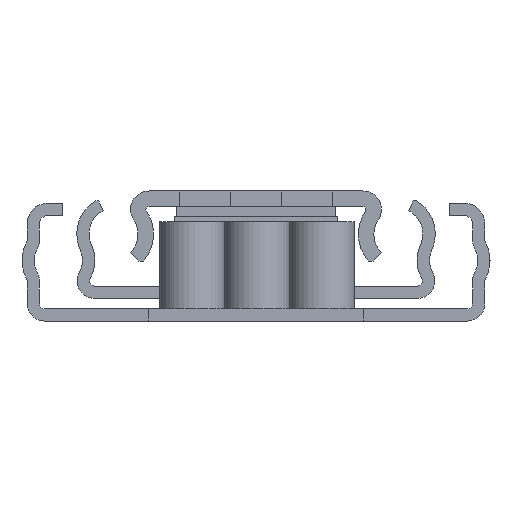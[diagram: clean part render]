
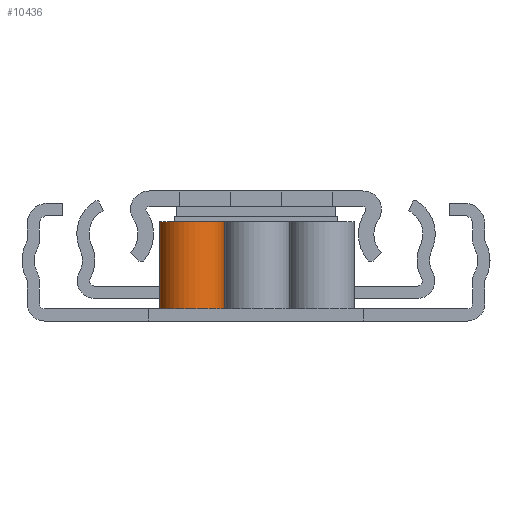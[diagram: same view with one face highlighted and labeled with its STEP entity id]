
A CAD part, left-side view. The second image highlights one B-rep face of the part: STEP entity #10436.
In plain terms, the highlighted cylindrical face has radius 3.198 mm (diameter 6.396 mm), a partial arc.
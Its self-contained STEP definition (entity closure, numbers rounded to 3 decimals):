
#352 = VECTOR ( 'NONE', #1894, 1000. ) ;
#677 = EDGE_CURVE ( 'NONE', #10177, #4617, #9452, .T. ) ;
#865 = ORIENTED_EDGE ( 'NONE', *, *, #1361, .F. ) ;
#1361 = EDGE_CURVE ( 'NONE', #7226, #4617, #1931, .T. ) ;
#1581 = AXIS2_PLACEMENT_3D ( 'NONE', #10300, #3119, #8492 ) ;
#1753 = VECTOR ( 'NONE', #5856, 1000. ) ;
#1894 = DIRECTION ( 'NONE',  ( 0., 0., -1. ) ) ;
#1931 = CIRCLE ( 'NONE', #8390, 3.198 ) ;
#2260 = ORIENTED_EDGE ( 'NONE', *, *, #7265, .T. ) ;
#2526 = ORIENTED_EDGE ( 'NONE', *, *, #677, .T. ) ;
#2924 = DIRECTION ( 'NONE',  ( -1., 0., 0. ) ) ;
#3082 = VERTEX_POINT ( 'NONE', #9174 ) ;
#3100 = CARTESIAN_POINT ( 'NONE',  ( -6.333, -0.652, 8.5 ) ) ;
#3119 = DIRECTION ( 'NONE',  ( 0., 0., -1. ) ) ;
#3585 = CIRCLE ( 'NONE', #1581, 3.198 ) ;
#3630 = DIRECTION ( 'NONE',  ( -1., 0., 0. ) ) ;
#4010 = CARTESIAN_POINT ( 'NONE',  ( -9.5, -1.1, 8.5 ) ) ;
#4617 = VERTEX_POINT ( 'NONE', #8077 ) ;
#5537 = CARTESIAN_POINT ( 'NONE',  ( -6.333, -0.652, 0. ) ) ;
#5586 = CYLINDRICAL_SURFACE ( 'NONE', #5696, 3.198 ) ;
#5696 = AXIS2_PLACEMENT_3D ( 'NONE', #3100, #9294, #2924 ) ;
#5783 = CARTESIAN_POINT ( 'NONE',  ( -9.5, -1.1, 8.5 ) ) ;
#5856 = DIRECTION ( 'NONE',  ( 0., 0., -1. ) ) ;
#7144 = LINE ( 'NONE', #10673, #352 ) ;
#7226 = VERTEX_POINT ( 'NONE', #10070 ) ;
#7265 = EDGE_CURVE ( 'NONE', #3082, #10177, #3585, .T. ) ;
#8077 = CARTESIAN_POINT ( 'NONE',  ( -9.5, -1.1, 0. ) ) ;
#8390 = AXIS2_PLACEMENT_3D ( 'NONE', #5537, #10918, #3630 ) ;
#8492 = DIRECTION ( 'NONE',  ( -1., 0., 0. ) ) ;
#9174 = CARTESIAN_POINT ( 'NONE',  ( -3.167, -1.1, 8.5 ) ) ;
#9231 = EDGE_CURVE ( 'NONE', #3082, #7226, #7144, .T. ) ;
#9294 = DIRECTION ( 'NONE',  ( 0., 0., -1. ) ) ;
#9452 = LINE ( 'NONE', #4010, #1753 ) ;
#10070 = CARTESIAN_POINT ( 'NONE',  ( -3.167, -1.1, 0. ) ) ;
#10177 = VERTEX_POINT ( 'NONE', #5783 ) ;
#10206 = ORIENTED_EDGE ( 'NONE', *, *, #9231, .F. ) ;
#10300 = CARTESIAN_POINT ( 'NONE',  ( -6.333, -0.652, 8.5 ) ) ;
#10400 = EDGE_LOOP ( 'NONE', ( #865, #10206, #2260, #2526 ) ) ;
#10436 = ADVANCED_FACE ( 'NONE', ( #10855 ), #5586, .T. ) ;
#10673 = CARTESIAN_POINT ( 'NONE',  ( -3.167, -1.1, 8.5 ) ) ;
#10855 = FACE_OUTER_BOUND ( 'NONE', #10400, .T. ) ;
#10918 = DIRECTION ( 'NONE',  ( 0., 0., -1. ) ) ;
